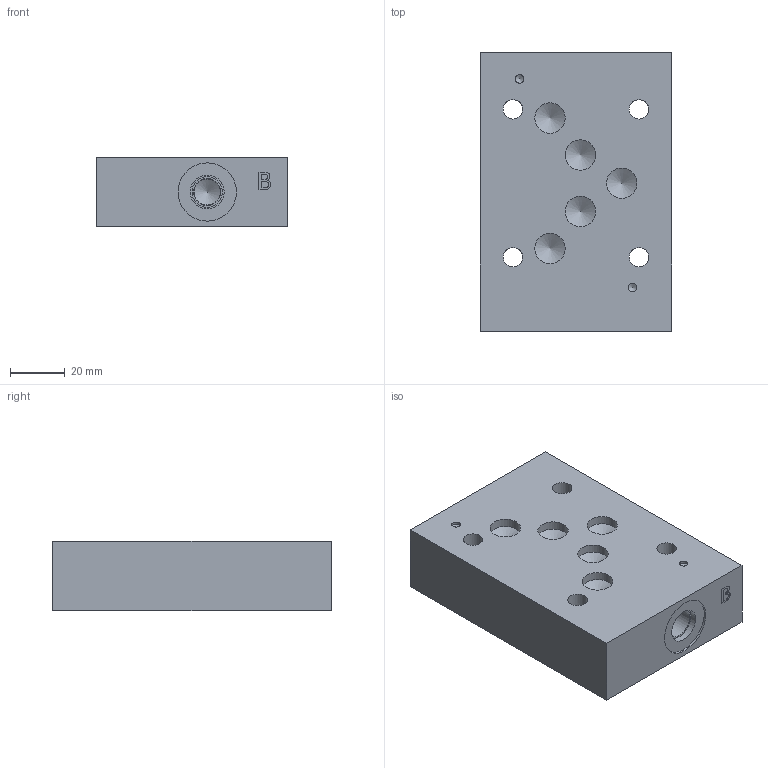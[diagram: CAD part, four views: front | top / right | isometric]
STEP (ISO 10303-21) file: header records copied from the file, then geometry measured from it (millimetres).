
FILE_DESCRIPTION(/* description */ (''),/* implementation_level */ '2;1');
FILE_NAME(/* name */ '_D05HTPAB4S.stp',/* time_stamp */ '2021-12-28T11:54:00-05:00',/* author */ ('jrf'),/* organization */ (''),/* preprocessor_version */ 'ST-DEVELOPER v18.1',/* originating_system */ 'Autodesk Inventor 2022',/* authorisation */ '');
FILE_SCHEMA (('AUTOMOTIVE_DESIGN { 1 0 10303 214 3 1 1 }'));
Length unit declared in the file: millimetre
Products named in the file (1): Part_AD05HTPAB4S.B00608R5_3D
Bounding box: 69.85 x 101.6 x 25.4 mm (x, y, z)
Volume: 167261.2 mm3; surface area: 27636.9 mm2
Topology: 1 solids, 1 shells, 448 faces, 1176 edges, 778 vertices
Faces by surface type: plane 296, bspline 93, cylinder 37, cone 22
Full cylindrical faces by diameter (mm): 3.175 x2, 7.137 x4, 9.525 x2, 9.881 x2, 11.113 x6, 11.125 x8, 12.395 x2, 15.875 x5, 21.285 x2
Entity records: 14529 total; most frequent: CARTESIAN_POINT 3680, ORIENTED_EDGE 2320, DIRECTION 1762, EDGE_CURVE 1160, LINE 890, VECTOR 890, VERTEX_POINT 778, EDGE_LOOP 520
